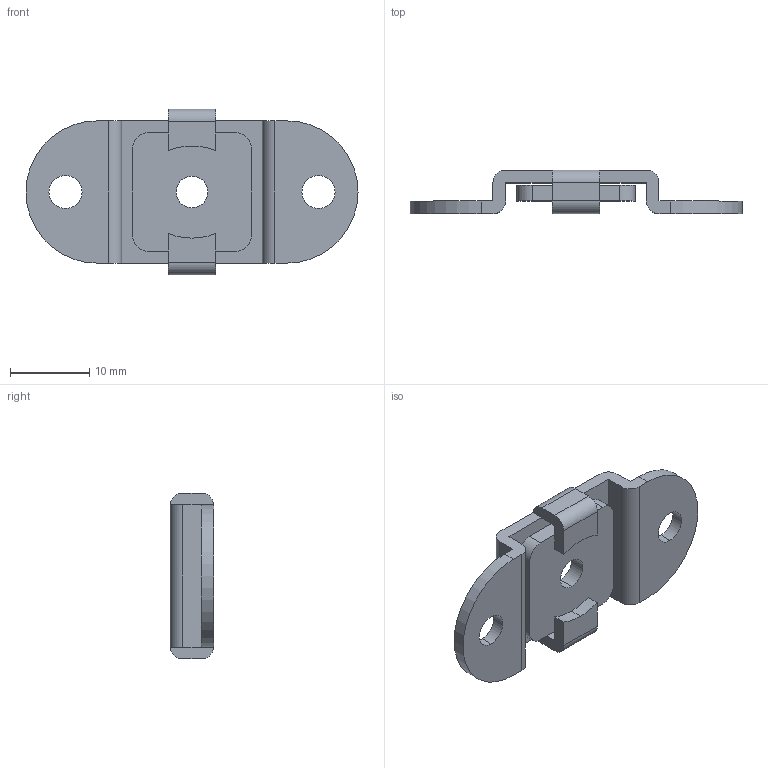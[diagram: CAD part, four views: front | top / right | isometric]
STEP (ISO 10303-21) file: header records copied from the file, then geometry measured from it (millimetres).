
FILE_DESCRIPTION (( 'STEP AP203' ), '1' );
FILE_NAME ('C-176-M4.STEP', '2012-03-27T00:49:11', ( '11sw' ), ( 'タキゲン製造株式会社' ), 'SwSTEP 2.0', 'SolidWorks 2011', '' );
FILE_SCHEMA (( 'CONFIG_CONTROL_DESIGN' ));
Length unit declared in the file: millimetre
Products named in the file (3): C-176-M4; C-176-M儀乕僗__C-176-M4,M5,M6; C-176-M四角ナット__C-176-M4
Assembly tree (2 placements, depth 2):
  C-176-M4
    C-176-M四角ナット__C-176-M4
    C-176-M儀乕僗__C-176-M4,M5,M6
Bounding box: 42 x 5.5 x 21 mm (x, y, z)
Volume: 1684.5 mm3; surface area: 2473.7 mm2
Topology: 2 solids, 2 shells, 55 faces, 153 edges, 102 vertices
Faces by surface type: plane 30, cylinder 25
Entity records: 2098 total; most frequent: DIRECTION 323, CARTESIAN_POINT 315, ORIENTED_EDGE 306, EDGE_CURVE 153, AXIS2_PLACEMENT_3D 110, LINE 103, VECTOR 103, VERTEX_POINT 102
